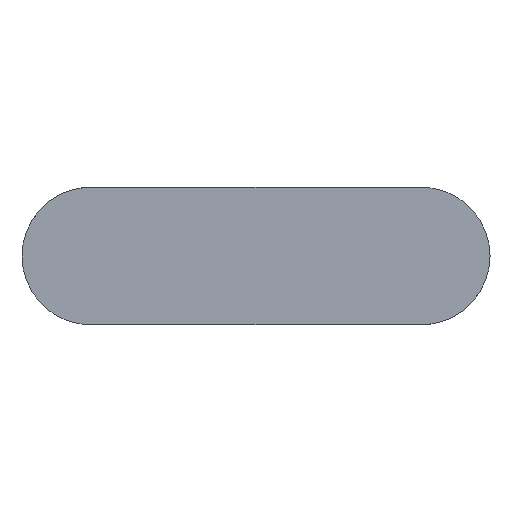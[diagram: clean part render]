
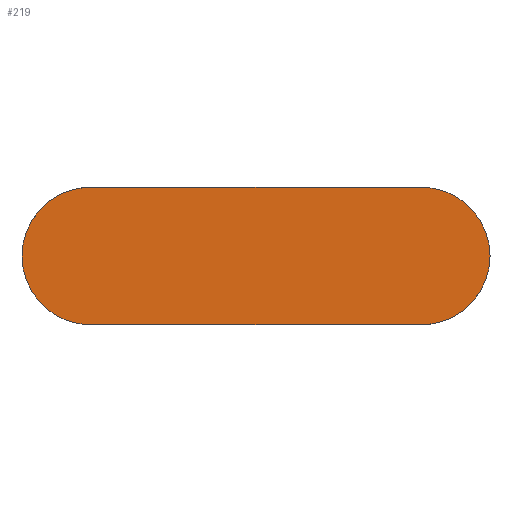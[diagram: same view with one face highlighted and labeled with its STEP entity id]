
A CAD part, top view. The second image highlights one B-rep face of the part: STEP entity #219.
In plain terms, the highlighted planar face has unit normal (0, 0, 1).
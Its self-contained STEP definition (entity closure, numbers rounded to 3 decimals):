
#3=CARTESIAN_POINT('POINT2',(68.5,0.,-74.))
   ;
#4=VERTEX_POINT('VERTEX2',#3);
#20=CARTESIAN_POINT('POINT4',(66.,2.5,-74.));
#21=VERTEX_POINT('VERTEX4',#20);
#28=CARTESIAN_POINT('POS4',(66.,0.,-74.));
#29=DIRECTION('DIR5',(0.,0.,-1.));
#30=DIRECTION('DIR6',(0.,1.,0.));
#31=AXIS2_PLACEMENT_3D('AXIS2',#28,#29,#30);
#32=CIRCLE('ELLIPSE2',#31,2.5);
#33=EDGE_CURVE('EDGE4',#21,#4,#32,.T.);
#44=CARTESIAN_POINT('POINT5',(66.,-2.5,-74.));
#45=VERTEX_POINT('VERTEX5',#44);
#46=EDGE_CURVE('EDGE5',#4,#45,#32,.T.);
#159=CARTESIAN_POINT('POINT10',(54.,2.5,-74.));
#160=VERTEX_POINT('VERTEX10',#159);
#169=CARTESIAN_POINT('POS11',(54.,2.5,-74.));
#170=DIRECTION('DIR17',(1.,0.,0.));
#171=VECTOR('VEC5',#170,1.);
#172=LINE('STRAIGHT5',#169,#171);
#173=EDGE_CURVE('EDGE13',#160,#21,#172,.T.);
#190=ORIENTED_EDGE('COEDGE19',*,*,#173,.F.);
#191=CARTESIAN_POINT('POINT12',(51.5,0.,
   -74.));
#192=VERTEX_POINT('VERTEX12',#191);
#193=CARTESIAN_POINT('POS14',(54.,0.,-74.));
#194=DIRECTION('DIR21',(0.,0.,-1.));
#195=DIRECTION('DIR22',(0.,-1.,0.));
#196=AXIS2_PLACEMENT_3D('AXIS8',#193,#194,#195);
#197=CIRCLE('ELLIPSE6',#196,2.5);
#198=EDGE_CURVE('EDGE15',#192,#160,#197,.T.);
#199=ORIENTED_EDGE('COEDGE20',*,*,#198,.F.);
#200=CARTESIAN_POINT('POINT13',(54.,-2.5,-74.));
#201=VERTEX_POINT('VERTEX13',#200);
#202=EDGE_CURVE('EDGE16',#201,#192,#197,.T.);
#203=ORIENTED_EDGE('COEDGE21',*,*,#202,.F.);
#204=CARTESIAN_POINT('POS15',(66.,-2.5,-74.));
#205=DIRECTION('DIR23',(-1.,0.,0.));
#206=VECTOR('VEC7',#205,1.);
#207=LINE('STRAIGHT7',#204,#206);
#208=EDGE_CURVE('EDGE17',#45,#201,#207,.T.);
#209=ORIENTED_EDGE('COEDGE22',*,*,#208,.F.);
#210=ORIENTED_EDGE('COEDGE23',*,*,#46,.F.);
#211=ORIENTED_EDGE('COEDGE24',*,*,#33,.F.);
#212=EDGE_LOOP('NONE',(#190,#199,#203,#209,#210,#211));
#213=FACE_BOUND('LOOP1',#212,.T.);
#214=CARTESIAN_POINT('POS16',(100.,-13.5,-74.));
#215=DIRECTION('DIR24',(0.,0.,-1.));
#216=DIRECTION('DIR25',(1.,0.,0.));
#217=AXIS2_PLACEMENT_3D('AXIS9',#214,#215,#216);
#218=PLANE('PLANE2',#217);
#219=ADVANCED_FACE('FACE5',(#213),#218,.F.);
